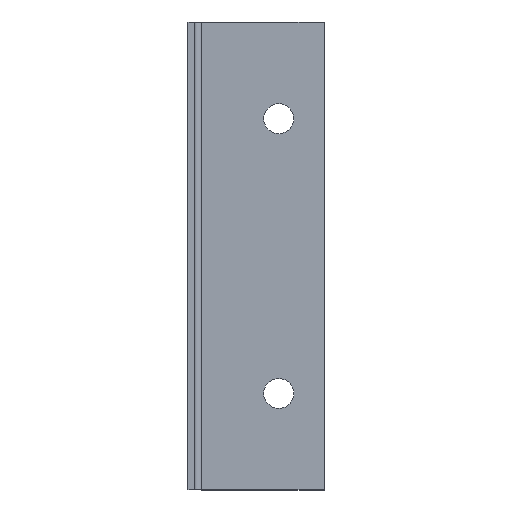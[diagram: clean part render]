
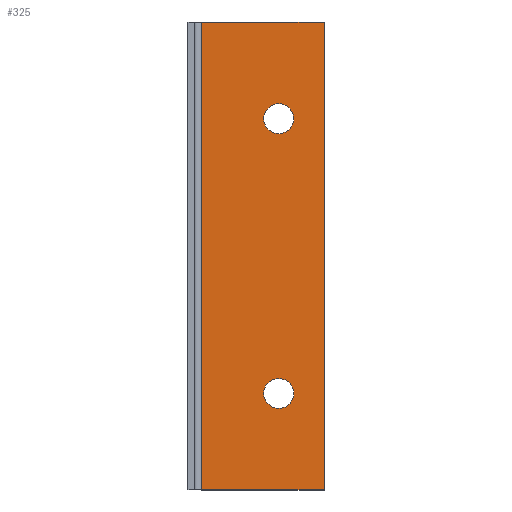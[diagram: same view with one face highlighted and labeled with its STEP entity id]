
A CAD part, top view. The second image highlights one B-rep face of the part: STEP entity #325.
In plain terms, the highlighted planar face has unit normal (0, 0, 1).
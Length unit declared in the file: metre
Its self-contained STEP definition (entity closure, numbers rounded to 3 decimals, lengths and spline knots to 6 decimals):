
#35=CIRCLE('',#363,0.0033);
#37=CIRCLE('',#366,0.0033);
#96=ORIENTED_EDGE('',*,*,#147,.T.);
#97=ORIENTED_EDGE('',*,*,#149,.T.);
#98=ORIENTED_EDGE('',*,*,#143,.T.);
#99=ORIENTED_EDGE('',*,*,#140,.F.);
#100=ORIENTED_EDGE('',*,*,#137,.F.);
#101=ORIENTED_EDGE('',*,*,#151,.T.);
#137=EDGE_CURVE('',#170,#172,#195,.F.);
#140=EDGE_CURVE('',#172,#174,#198,.F.);
#143=EDGE_CURVE('',#176,#174,#201,.F.);
#147=EDGE_CURVE('',#179,#179,#35,.T.);
#149=EDGE_CURVE('',#181,#181,#37,.T.);
#151=EDGE_CURVE('',#170,#176,#205,.F.);
#170=VERTEX_POINT('',#515);
#172=VERTEX_POINT('',#518);
#174=VERTEX_POINT('',#524);
#176=VERTEX_POINT('',#530);
#179=VERTEX_POINT('',#538);
#181=VERTEX_POINT('',#543);
#195=LINE('',#517,#219);
#198=LINE('',#523,#222);
#201=LINE('',#529,#225);
#205=LINE('',#547,#229);
#219=VECTOR('',#424,1.);
#222=VECTOR('',#429,1.);
#225=VECTOR('',#434,1.);
#229=VECTOR('',#454,1.);
#257=EDGE_LOOP('',(#96));
#258=EDGE_LOOP('',(#97));
#259=EDGE_LOOP('',(#98,#99,#100,#101));
#291=FACE_BOUND('',#257,.T.);
#292=FACE_BOUND('',#258,.T.);
#293=FACE_BOUND('',#259,.T.);
#307=PLANE('',#368);
#325=ADVANCED_FACE('',(#291,#292,#293),#307,.F.);
#363=AXIS2_PLACEMENT_3D('',#537,#441,#442);
#366=AXIS2_PLACEMENT_3D('',#542,#447,#448);
#368=AXIS2_PLACEMENT_3D('',#546,#452,#453);
#424=DIRECTION('',(-1.,0.,0.));
#429=DIRECTION('',(0.,1.,0.));
#434=DIRECTION('',(-1.,0.,0.));
#441=DIRECTION('',(0.,0.,-1.));
#442=DIRECTION('',(-1.,0.,0.));
#447=DIRECTION('',(0.,0.,-1.));
#448=DIRECTION('',(-1.,0.,0.));
#452=DIRECTION('',(0.,0.,-1.));
#453=DIRECTION('',(-1.,0.,0.));
#454=DIRECTION('',(0.,1.,0.));
#515=CARTESIAN_POINT('',(0.003,0.,0.0015));
#517=CARTESIAN_POINT('',(0.068628,0.,0.0015));
#518=CARTESIAN_POINT('',(0.03,0.,0.0015));
#523=CARTESIAN_POINT('',(0.03,0.,0.0015));
#524=CARTESIAN_POINT('',(0.03,-0.103,0.0015));
#529=CARTESIAN_POINT('',(0.068628,-0.103,0.0015));
#530=CARTESIAN_POINT('',(0.003,-0.103,0.0015));
#537=CARTESIAN_POINT('',(0.02,-0.08175,0.0015));
#538=CARTESIAN_POINT('',(0.0167,-0.08175,0.0015));
#542=CARTESIAN_POINT('',(0.02,-0.02125,0.0015));
#543=CARTESIAN_POINT('',(0.0167,-0.02125,0.0015));
#546=CARTESIAN_POINT('',(0.068628,0.,0.0015));
#547=CARTESIAN_POINT('',(0.003,0.,0.0015));
